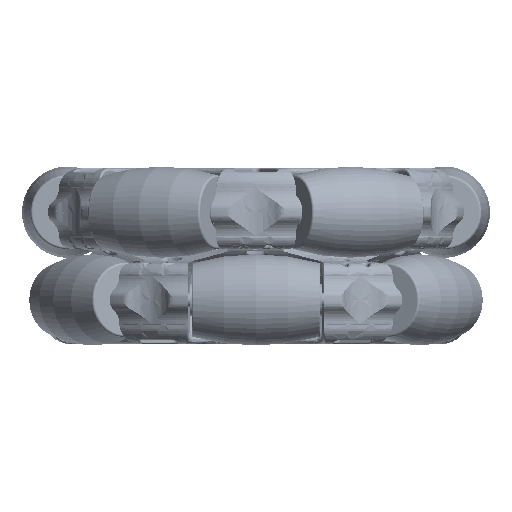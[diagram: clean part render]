
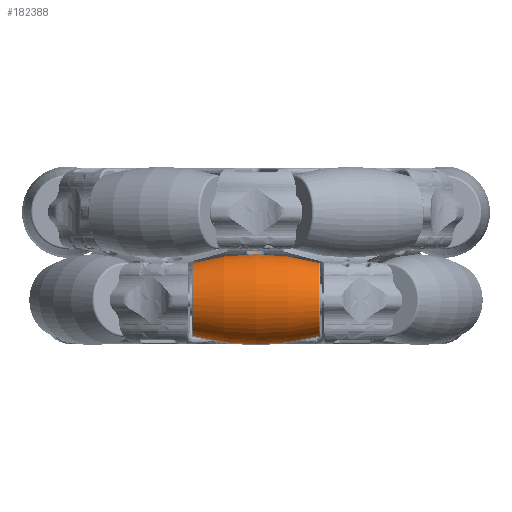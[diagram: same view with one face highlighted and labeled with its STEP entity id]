
A CAD part, left-side view. The second image highlights one B-rep face of the part: STEP entity #182388.
In plain terms, the highlighted toroidal (fillet/blend) face has major radius 40.895 mm and minor radius 50.8 mm.
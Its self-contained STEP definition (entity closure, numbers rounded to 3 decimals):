
#190 = CARTESIAN_POINT ( 'NONE',  ( 13.634, 0., 0. ) ) ;
#10891 = CARTESIAN_POINT ( 'NONE',  ( 0., 0., 0. ) ) ;
#17376 = DIRECTION ( 'NONE',  ( 0., 0., 1. ) ) ;
#25243 = ORIENTED_EDGE ( 'NONE', *, *, #74881, .T. ) ;
#31077 = ORIENTED_EDGE ( 'NONE', *, *, #160203, .F. ) ;
#35034 = DIRECTION ( 'NONE',  ( 0., 0., 1. ) ) ;
#36036 = EDGE_CURVE ( 'NONE', #184251, #107966, #125793, .T. ) ;
#45507 = DIRECTION ( 'NONE',  ( -1., 0., 0. ) ) ;
#50593 = DIRECTION ( 'NONE',  ( -1., 0., 0. ) ) ;
#52347 = DIRECTION ( 'NONE',  ( 1., 0., 0. ) ) ;
#60037 = CIRCLE ( 'NONE', #113740, 8.041 ) ;
#61341 = DIRECTION ( 'NONE',  ( 0., 0., 1. ) ) ;
#71402 = ORIENTED_EDGE ( 'NONE', *, *, #182497, .T. ) ;
#71838 = CARTESIAN_POINT ( 'NONE',  ( 13.634, 0., -8.041 ) ) ;
#72587 = FACE_OUTER_BOUND ( 'NONE', #199633, .T. ) ;
#74881 = EDGE_CURVE ( 'NONE', #198661, #204630, #60037, .T. ) ;
#75290 = AXIS2_PLACEMENT_3D ( 'NONE', #131267, #52347, #180410 ) ;
#79909 = AXIS2_PLACEMENT_3D ( 'NONE', #10891, #45507, #61341 ) ;
#81496 = CARTESIAN_POINT ( 'NONE',  ( -13.634, 0., 8.041 ) ) ;
#82050 = DIRECTION ( 'NONE',  ( 0., 1., 0. ) ) ;
#84034 = DIRECTION ( 'NONE',  ( 0., 0., -1. ) ) ;
#96142 = CIRCLE ( 'NONE', #153932, 50.8 ) ;
#98661 = CARTESIAN_POINT ( 'NONE',  ( 0., 0., -40.895 ) ) ;
#107966 = VERTEX_POINT ( 'NONE', #165219 ) ;
#109335 = ORIENTED_EDGE ( 'NONE', *, *, #36036, .T. ) ;
#113740 = AXIS2_PLACEMENT_3D ( 'NONE', #190, #50593, #17376 ) ;
#125793 = CIRCLE ( 'NONE', #75290, 8.041 ) ;
#131267 = CARTESIAN_POINT ( 'NONE',  ( -13.634, 0., 0. ) ) ;
#144419 = DIRECTION ( 'NONE',  ( 0., -1., 0. ) ) ;
#145977 = CARTESIAN_POINT ( 'NONE',  ( 13.634, 0., 8.041 ) ) ;
#153932 = AXIS2_PLACEMENT_3D ( 'NONE', #160430, #82050, #35034 ) ;
#160203 = EDGE_CURVE ( 'NONE', #198661, #107966, #96142, .T. ) ;
#160430 = CARTESIAN_POINT ( 'NONE',  ( 0., 0., 40.895 ) ) ;
#165219 = CARTESIAN_POINT ( 'NONE',  ( -13.634, 0., -8.041 ) ) ;
#166866 = CIRCLE ( 'NONE', #192819, 50.8 ) ;
#171855 = TOROIDAL_SURFACE ( 'NONE', #79909, -40.895, 50.8 ) ;
#180410 = DIRECTION ( 'NONE',  ( 0., 0., -1. ) ) ;
#182388 = ADVANCED_FACE ( 'NONE', ( #72587 ), #171855, .T. ) ;
#182497 = EDGE_CURVE ( 'NONE', #204630, #184251, #166866, .T. ) ;
#184251 = VERTEX_POINT ( 'NONE', #81496 ) ;
#192819 = AXIS2_PLACEMENT_3D ( 'NONE', #98661, #144419, #84034 ) ;
#198661 = VERTEX_POINT ( 'NONE', #71838 ) ;
#199633 = EDGE_LOOP ( 'NONE', ( #31077, #25243, #71402, #109335 ) ) ;
#204630 = VERTEX_POINT ( 'NONE', #145977 ) ;
